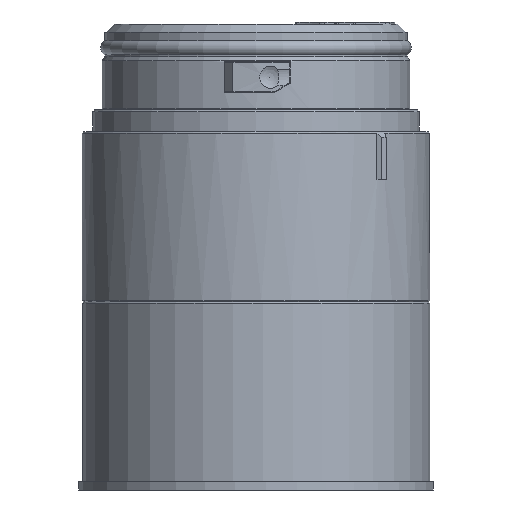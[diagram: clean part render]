
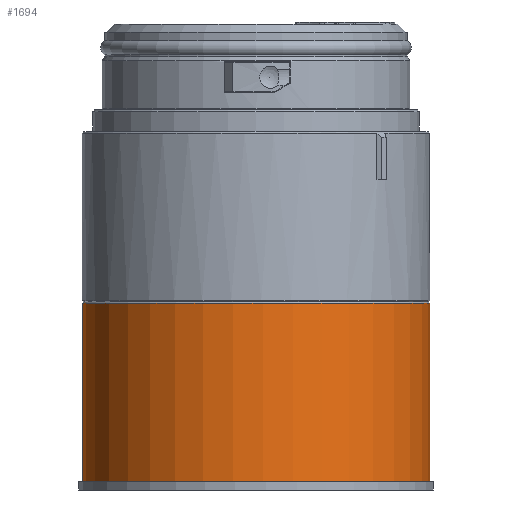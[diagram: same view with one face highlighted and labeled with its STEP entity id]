
A CAD part, front view. The second image highlights one B-rep face of the part: STEP entity #1694.
In plain terms, the highlighted cylindrical face has radius 21.25 mm (diameter 42.5 mm), a full revolution.
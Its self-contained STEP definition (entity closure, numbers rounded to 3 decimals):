
#1694=ADVANCED_FACE('',(#2274,#2275),#2143,.T.);
#2143=CYLINDRICAL_SURFACE('',#7244,21.25);
#2274=FACE_BOUND('',#2382,.T.);
#2275=FACE_BOUND('',#2383,.T.);
#2382=EDGE_LOOP('',(#3027));
#2383=EDGE_LOOP('',(#3028));
#3027=ORIENTED_EDGE('',*,*,#5762,.T.);
#3028=ORIENTED_EDGE('',*,*,#5761,.F.);
#5119=VERTEX_POINT('',#10842);
#5120=VERTEX_POINT('',#10845);
#5761=EDGE_CURVE('',#5119,#5119,#6724,.T.);
#5762=EDGE_CURVE('',#5120,#5120,#6725,.T.);
#6724=CIRCLE('',#7241,21.25);
#6725=CIRCLE('',#7243,21.25);
#7241=AXIS2_PLACEMENT_3D('',#10841,#8260,#8261);
#7243=AXIS2_PLACEMENT_3D('',#10844,#8264,#8265);
#7244=AXIS2_PLACEMENT_3D('',#10846,#8266,#8267);
#8260=DIRECTION('',(0.,0.,-1.));
#8261=DIRECTION('',(0.999,0.041,0.));
#8264=DIRECTION('',(0.,0.,-1.));
#8265=DIRECTION('',(-0.999,-0.041,0.));
#8266=DIRECTION('',(0.,0.,-1.));
#8267=DIRECTION('',(0.999,0.041,0.));
#10841=CARTESIAN_POINT('',(0.,0.,
-22.));
#10842=CARTESIAN_POINT('',(21.232,0.867,-22.));
#10844=CARTESIAN_POINT('',(0.,0.,
-0.15));
#10845=CARTESIAN_POINT('',(-21.232,-0.867,-0.15));
#10846=CARTESIAN_POINT('',(0.,0.,
-21.5));
